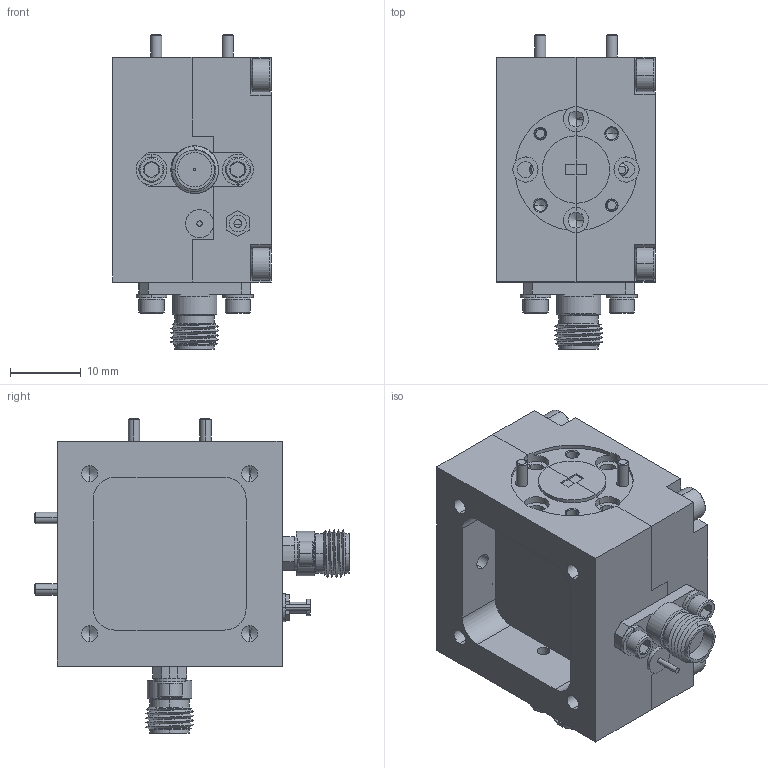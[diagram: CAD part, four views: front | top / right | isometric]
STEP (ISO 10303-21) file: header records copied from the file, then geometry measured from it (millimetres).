
FILE_DESCRIPTION (( 'STEP AP203' ), '1' );
FILE_NAME ('SFQ-75384315-1212SF-E1-M.STEP', '2019-07-31T21:17:03', ( '' ), ( '' ), 'SwSTEP 2.0', 'SolidWorks 2016', '' );
FILE_SCHEMA (( 'CONFIG_CONTROL_DESIGN' ));
Length unit declared in the file: inch
Products named in the file (1): SFQ-75384315-1212SF-E1-M
Bounding box: 22.35 x 44.49 x 44.49 mm (x, y, z)
Volume: 16501.2 mm3; surface area: 12328.9 mm2
Topology: 27 solids, 27 shells, 1281 faces, 3354 edges, 2134 vertices
Faces by surface type: cylinder 789, plane 250, cone 216, bspline 22, torus 4
Entity records: 53782 total; most frequent: CARTESIAN_POINT 25439, ORIENTED_EDGE 6628, DIRECTION 5299, EDGE_CURVE 3314, VERTEX_POINT 2134, AXIS2_PLACEMENT_3D 1961, EDGE_LOOP 1378, LINE 1377
